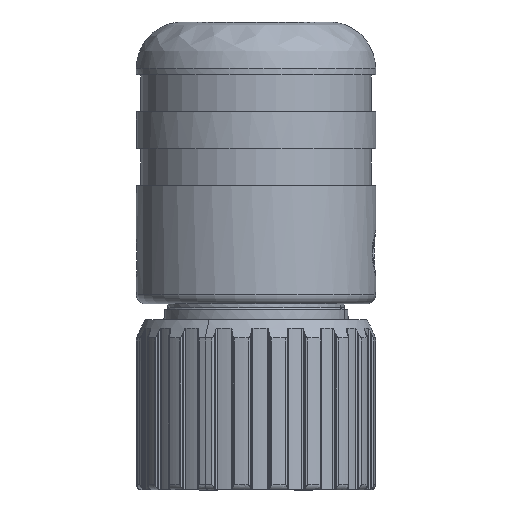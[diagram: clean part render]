
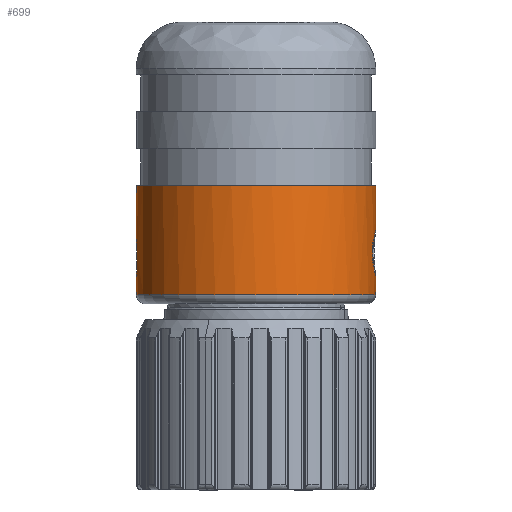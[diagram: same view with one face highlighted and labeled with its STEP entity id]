
A CAD part, front view. The second image highlights one B-rep face of the part: STEP entity #699.
In plain terms, the highlighted cylindrical face has radius 13 mm (diameter 26 mm), a partial arc.
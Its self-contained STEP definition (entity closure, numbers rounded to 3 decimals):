
#354=AXIS2_PLACEMENT_3D('Circle Axis2P3D',#352,#353,$) ;
#615=AXIS2_PLACEMENT_3D('Cylinder Axis2P3D',#612,#613,#614) ;
#325=CARTESIAN_POINT('Vertex',(0.,13.,21.2)) ;
#332=CARTESIAN_POINT('Vertex',(26.,13.,21.2)) ;
#352=CARTESIAN_POINT('Axis2P3D Location',(13.,13.,21.2)) ;
#369=CARTESIAN_POINT('Line Origine',(0.,13.,52.85)) ;
#373=CARTESIAN_POINT('Vertex',(0.,13.,22.959)) ;
#423=CARTESIAN_POINT('Vertex',(0.,13.,27.441)) ;
#426=CARTESIAN_POINT('Line Origine',(0.,13.,52.85)) ;
#430=CARTESIAN_POINT('Vertex',(0.,13.,33.05)) ;
#536=CARTESIAN_POINT('Vertex',(26.,13.,33.05)) ;
#539=CARTESIAN_POINT('Line Origine',(26.,13.,52.85)) ;
#543=CARTESIAN_POINT('Vertex',(26.,13.,28.213)) ;
#581=CARTESIAN_POINT('Vertex',(26.,13.,23.252)) ;
#584=CARTESIAN_POINT('Line Origine',(26.,13.,52.85)) ;
#612=CARTESIAN_POINT('Axis2P3D Location',(13.,13.,52.85)) ;
#618=CARTESIAN_POINT('Control Point',(25.692,10.187,25.731)) ;
#619=CARTESIAN_POINT('Control Point',(25.692,10.187,25.5)) ;
#620=CARTESIAN_POINT('Control Point',(25.698,10.213,25.272)) ;
#621=CARTESIAN_POINT('Control Point',(25.71,10.267,25.044)) ;
#622=CARTESIAN_POINT('Control Point',(25.738,10.398,24.68)) ;
#623=CARTESIAN_POINT('Control Point',(25.776,10.594,24.351)) ;
#624=CARTESIAN_POINT('Control Point',(25.792,10.683,24.225)) ;
#625=CARTESIAN_POINT('Control Point',(25.836,10.93,23.927)) ;
#626=CARTESIAN_POINT('Control Point',(25.881,11.229,23.681)) ;
#627=CARTESIAN_POINT('Control Point',(25.907,11.427,23.554)) ;
#628=CARTESIAN_POINT('Control Point',(25.953,11.846,23.35)) ;
#629=CARTESIAN_POINT('Control Point',(25.984,12.302,23.246)) ;
#630=CARTESIAN_POINT('Control Point',(25.995,12.534,23.22)) ;
#631=CARTESIAN_POINT('Control Point',(26.,12.769,23.223)) ;
#632=CARTESIAN_POINT('Control Point',(26.,13.,23.252)) ;
#633=CARTESIAN_POINT('Vertex',(25.692,10.187,25.731)) ;
#637=CARTESIAN_POINT('Control Point',(26.,13.,28.213)) ;
#638=CARTESIAN_POINT('Control Point',(26.,12.156,28.319)) ;
#639=CARTESIAN_POINT('Control Point',(25.933,11.263,28.064)) ;
#640=CARTESIAN_POINT('Control Point',(25.773,10.554,27.434)) ;
#641=CARTESIAN_POINT('Control Point',(25.692,10.187,26.585)) ;
#642=CARTESIAN_POINT('Control Point',(25.692,10.187,25.732)) ;
#645=CARTESIAN_POINT('Control Point',(0.,13.,33.05)) ;
#646=CARTESIAN_POINT('Control Point',(0.,10.958,33.05)) ;
#647=CARTESIAN_POINT('Control Point',(0.401,8.916,33.05)) ;
#648=CARTESIAN_POINT('Control Point',(1.203,6.979,33.05)) ;
#649=CARTESIAN_POINT('Control Point',(3.524,3.524,33.05)) ;
#650=CARTESIAN_POINT('Control Point',(6.979,1.203,33.05)) ;
#651=CARTESIAN_POINT('Control Point',(8.916,0.401,33.05)) ;
#652=CARTESIAN_POINT('Control Point',(13.,-0.401,33.05)) ;
#653=CARTESIAN_POINT('Control Point',(17.084,0.401,33.05)) ;
#654=CARTESIAN_POINT('Control Point',(19.021,1.203,33.05)) ;
#655=CARTESIAN_POINT('Control Point',(22.476,3.524,33.05)) ;
#656=CARTESIAN_POINT('Control Point',(24.797,6.979,33.05)) ;
#657=CARTESIAN_POINT('Control Point',(25.599,8.916,33.05)) ;
#658=CARTESIAN_POINT('Control Point',(26.,10.958,33.05)) ;
#659=CARTESIAN_POINT('Control Point',(26.,13.,33.05)) ;
#662=CARTESIAN_POINT('Control Point',(0.007,12.582,27.182)) ;
#663=CARTESIAN_POINT('Control Point',(0.003,12.712,27.281)) ;
#664=CARTESIAN_POINT('Control Point',(0.,12.853,27.368)) ;
#665=CARTESIAN_POINT('Control Point',(0.,13.,27.441)) ;
#666=CARTESIAN_POINT('Vertex',(0.007,12.582,27.182)) ;
#670=CARTESIAN_POINT('Control Point',(0.076,11.598,25.2)) ;
#671=CARTESIAN_POINT('Control Point',(0.076,11.598,25.773)) ;
#672=CARTESIAN_POINT('Control Point',(0.055,11.777,26.349)) ;
#673=CARTESIAN_POINT('Control Point',(0.021,12.127,26.834)) ;
#674=CARTESIAN_POINT('Control Point',(0.007,12.582,27.182)) ;
#675=CARTESIAN_POINT('Vertex',(0.076,11.598,25.2)) ;
#679=CARTESIAN_POINT('Control Point',(0.,13.,22.959)) ;
#680=CARTESIAN_POINT('Control Point',(0.,12.501,23.206)) ;
#681=CARTESIAN_POINT('Control Point',(0.024,12.068,23.59)) ;
#682=CARTESIAN_POINT('Control Point',(0.059,11.756,24.085)) ;
#683=CARTESIAN_POINT('Control Point',(0.076,11.598,24.642)) ;
#684=CARTESIAN_POINT('Control Point',(0.076,11.598,25.2)) ;
#353=DIRECTION('Axis2P3D Direction',(0.,0.,-1.)) ;
#370=DIRECTION('Vector Direction',(0.,0.,-1.)) ;
#427=DIRECTION('Vector Direction',(0.,0.,-1.)) ;
#540=DIRECTION('Vector Direction',(0.,0.,-1.)) ;
#585=DIRECTION('Vector Direction',(0.,0.,-1.)) ;
#613=DIRECTION('Axis2P3D Direction',(0.,0.,-1.)) ;
#614=DIRECTION('Axis2P3D XDirection',(1.,0.,0.)) ;
#371=VECTOR('Line Direction',#370,1.) ;
#428=VECTOR('Line Direction',#427,1.) ;
#541=VECTOR('Line Direction',#540,1.) ;
#586=VECTOR('Line Direction',#585,1.) ;
#687=ORIENTED_EDGE('',*,*,#588,.F.) ;
#688=ORIENTED_EDGE('',*,*,#635,.T.) ;
#689=ORIENTED_EDGE('',*,*,#643,.T.) ;
#690=ORIENTED_EDGE('',*,*,#545,.F.) ;
#691=ORIENTED_EDGE('',*,*,#660,.F.) ;
#692=ORIENTED_EDGE('',*,*,#432,.F.) ;
#693=ORIENTED_EDGE('',*,*,#668,.T.) ;
#694=ORIENTED_EDGE('',*,*,#677,.T.) ;
#695=ORIENTED_EDGE('',*,*,#685,.T.) ;
#696=ORIENTED_EDGE('',*,*,#375,.F.) ;
#697=ORIENTED_EDGE('',*,*,#356,.T.) ;
#699=ADVANCED_FACE('Hauptkoerper',(#698),#616,.T.) ;
#617=B_SPLINE_CURVE_WITH_KNOTS('',5,(#618,#619,#620,#621,#622,#623,#624,#625,#626,#627,#628,#629,#630,#631,#632),.UNSPECIFIED.,.F.,.U.,(6,3,3,3,6),(0.,1.627,2.725,4.37,6.019),.UNSPECIFIED.) ;
#636=B_SPLINE_CURVE_WITH_KNOTS('',5,(#637,#638,#639,#640,#641,#642),.UNSPECIFIED.,.F.,.U.,(6,6),(0.,6.02),.UNSPECIFIED.) ;
#644=B_SPLINE_CURVE_WITH_KNOTS('',5,(#645,#646,#647,#648,#649,#650,#651,#652,#653,#654,#655,#656,#657,#658,#659),.UNSPECIFIED.,.F.,.U.,(6,3,3,3,6),(-20.42,-10.21,0.,10.21,20.42),.UNSPECIFIED.) ;
#661=B_SPLINE_CURVE_WITH_KNOTS('',3,(#662,#663,#664,#665),.UNSPECIFIED.,.F.,.U.,(4,4),(0.,0.696),.UNSPECIFIED.) ;
#669=B_SPLINE_CURVE_WITH_KNOTS('',4,(#670,#671,#672,#673,#674),.UNSPECIFIED.,.F.,.U.,(5,5),(3.945,7.191),.UNSPECIFIED.) ;
#678=B_SPLINE_CURVE_WITH_KNOTS('',5,(#679,#680,#681,#682,#683,#684),.UNSPECIFIED.,.F.,.U.,(6,6),(0.,3.945),.UNSPECIFIED.) ;
#355=CIRCLE('generated circle',#354,13.) ;
#616=CYLINDRICAL_SURFACE('generated cylinder',#615,13.) ;
#356=EDGE_CURVE('',#326,#333,#355,.F.) ;
#375=EDGE_CURVE('',#326,#374,#372,.F.) ;
#432=EDGE_CURVE('',#424,#431,#429,.F.) ;
#545=EDGE_CURVE('',#537,#544,#542,.T.) ;
#588=EDGE_CURVE('',#582,#333,#587,.T.) ;
#635=EDGE_CURVE('',#582,#634,#617,.F.) ;
#643=EDGE_CURVE('',#634,#544,#636,.F.) ;
#660=EDGE_CURVE('',#431,#537,#644,.T.) ;
#668=EDGE_CURVE('',#424,#667,#661,.F.) ;
#677=EDGE_CURVE('',#667,#676,#669,.F.) ;
#685=EDGE_CURVE('',#676,#374,#678,.F.) ;
#686=EDGE_LOOP('',(#687,#688,#689,#690,#691,#692,#693,#694,#695,#696,#697)) ;
#698=FACE_OUTER_BOUND('',#686,.T.) ;
#372=LINE('Line',#369,#371) ;
#429=LINE('Line',#426,#428) ;
#542=LINE('Line',#539,#541) ;
#587=LINE('Line',#584,#586) ;
#326=VERTEX_POINT('',#325) ;
#333=VERTEX_POINT('',#332) ;
#374=VERTEX_POINT('',#373) ;
#424=VERTEX_POINT('',#423) ;
#431=VERTEX_POINT('',#430) ;
#537=VERTEX_POINT('',#536) ;
#544=VERTEX_POINT('',#543) ;
#582=VERTEX_POINT('',#581) ;
#634=VERTEX_POINT('',#633) ;
#667=VERTEX_POINT('',#666) ;
#676=VERTEX_POINT('',#675) ;
